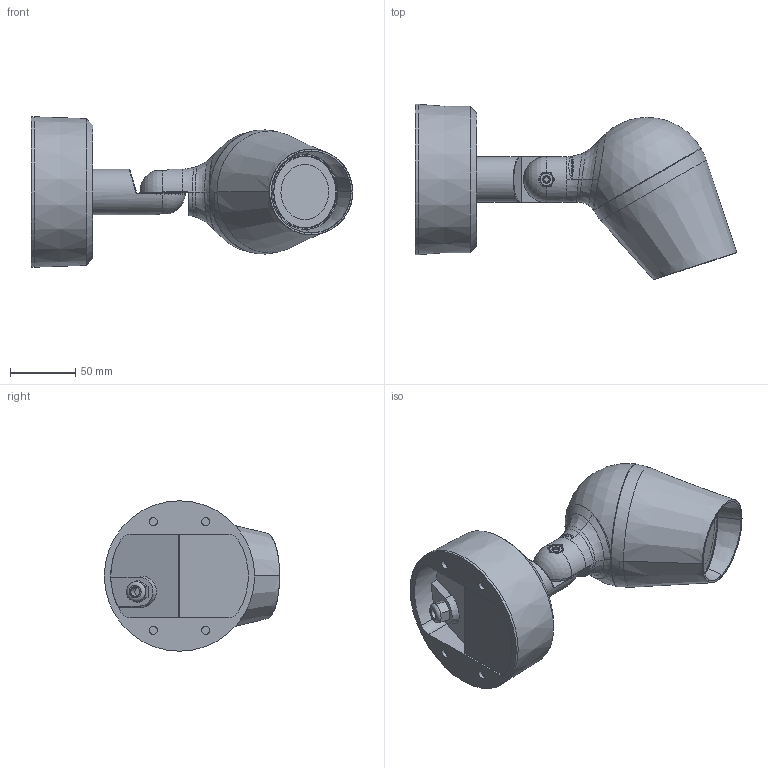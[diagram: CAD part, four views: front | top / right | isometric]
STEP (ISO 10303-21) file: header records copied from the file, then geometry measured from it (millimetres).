
FILE_DESCRIPTION(/* description */ (''),/* implementation_level */ '2;1');
FILE_NAME(/* name */ 'ONYX M6N.stp',/* time_stamp */ '2022-04-21T09:56:25+03:00',/* author */ (''),/* organization */ (''),/* preprocessor_version */ 'ST-DEVELOPER v15',/* originating_system */ 'SIEMENS PLM Software NX 8.5',/* authorisation */ '');
FILE_SCHEMA (('AUTOMOTIVE_DESIGN { 1 0 10303 214 3 1 1 1 }'));
Products named in the file (1): Maik28601902of0o
Bounding box: 245.84 x 134.12 x 115 mm (x, y, z)
Volume: 465404.1 mm3; surface area: 97408.5 mm2
Topology: 1 solids, 4 shells, 878 faces, 2440 edges, 1589 vertices
Faces by surface type: bspline 463, plane 172, cylinder 138, cone 66, torus 30, sphere 9
Full cylindrical faces by diameter (mm): 5 x3, 6 x1, 6.2 x4, 6.5 x2, 7.143 x1, 10 x3, 11.5 x2, 20 x1, 30 x1, 35 x1, 54.607 x1, 115 x1
Entity records: 65571 total; most frequent: CARTESIAN_POINT 48014, ORIENTED_EDGE 4738, EDGE_CURVE 2369, DIRECTION 1836, B_SPLINE_CURVE_WITH_KNOTS 1739, VERTEX_POINT 1562, EDGE_LOOP 944, ADVANCED_FACE 875
